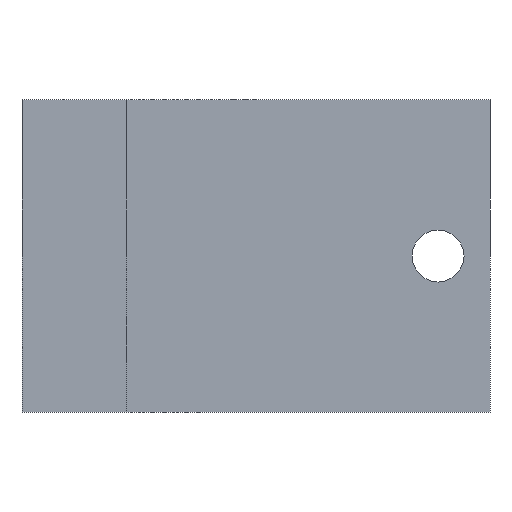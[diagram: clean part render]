
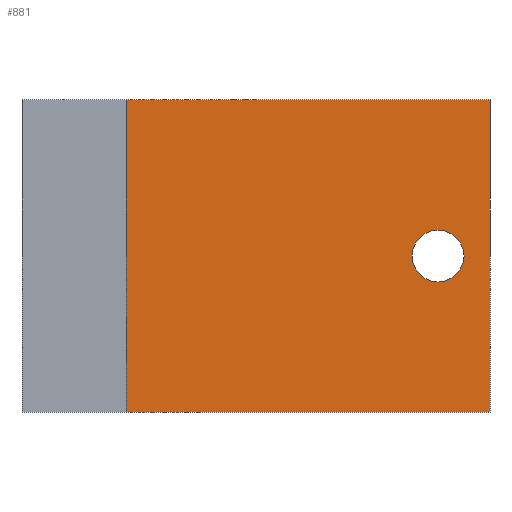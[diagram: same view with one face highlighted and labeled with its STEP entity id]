
A CAD part, left-side view. The second image highlights one B-rep face of the part: STEP entity #881.
In plain terms, the highlighted planar face has unit normal (-1, 0, 0).
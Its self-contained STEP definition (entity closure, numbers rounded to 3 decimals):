
#173=CARTESIAN_POINT('POINT16',(1.74,-47.625,19.05));
#174=VERTEX_POINT('VERTEX16',#173);
#190=CARTESIAN_POINT('POINT18',(1.74,-53.975,19.05));
#191=VERTEX_POINT('VERTEX18',#190);
#198=CARTESIAN_POINT('POS23',(1.74,-50.8,19.05));
#199=DIRECTION('DIR43',(-1.,0.,0.));
#200=DIRECTION('DIR44',(0.,-1.,0.));
#201=AXIS2_PLACEMENT_3D('AXIS21',#198,#199,#200);
#202=CIRCLE('ELLIPSE16',#201,3.175);
#203=EDGE_CURVE('EDGE18',#191,#174,#202,.T.);
#222=CARTESIAN_POINT('POS26',(1.74,-50.8,19.05));
#223=DIRECTION('DIR49',(-1.,0.,0.));
#224=DIRECTION('DIR50',(0.,1.,0.));
#225=AXIS2_PLACEMENT_3D('AXIS24',#222,#223,#224);
#226=CIRCLE('ELLIPSE18',#225,3.175);
#227=EDGE_CURVE('EDGE20',#174,#191,#226,.T.);
#721=CARTESIAN_POINT('POINT42',(1.74,-12.7,38.1));
#722=VERTEX_POINT('VERTEX42',#721);
#729=CARTESIAN_POINT('POINT43',(1.74,-57.15,38.1));
#730=VERTEX_POINT('VERTEX43',#729);
#731=CARTESIAN_POINT('POS87',(1.74,-12.7,38.1));
#732=DIRECTION('DIR152',(0.,-1.,0.));
#733=VECTOR('VEC22',#732,25.4);
#734=LINE('STRAIGHT22',#731,#733);
#735=EDGE_CURVE('EDGE62',#722,#730,#734,.T.);
#822=CARTESIAN_POINT('POINT51',(1.74,-12.7,0.));
#823=VERTEX_POINT('VERTEX51',#822);
#824=CARTESIAN_POINT('POS99',(1.74,-12.7,0.));
#825=DIRECTION('DIR166',(0.,0.,1.));
#826=VECTOR('VEC32',#825,25.4);
#827=LINE('STRAIGHT32',#824,#826);
#828=EDGE_CURVE('EDGE72',#823,#722,#827,.T.);
#854=CARTESIAN_POINT('POINT52',(1.74,-57.15,0.));
#855=VERTEX_POINT('VERTEX52',#854);
#856=CARTESIAN_POINT('POS102',(1.74,-57.15,0.));
#857=DIRECTION('DIR170',(0.,0.,1.));
#858=VECTOR('VEC34',#857,25.4);
#859=LINE('STRAIGHT34',#856,#858);
#860=EDGE_CURVE('EDGE74',#855,#730,#859,.T.);
#861=ORIENTED_EDGE('COEDGE115',*,*,#860,.T.);
#862=ORIENTED_EDGE('COEDGE116',*,*,#735,.F.);
#863=ORIENTED_EDGE('COEDGE117',*,*,#828,.F.);
#864=CARTESIAN_POINT('POS103',(1.74,-12.7,0.));
#865=DIRECTION('DIR171',(0.,-1.,0.));
#866=VECTOR('VEC35',#865,25.4);
#867=LINE('STRAIGHT35',#864,#866);
#868=EDGE_CURVE('EDGE75',#823,#855,#867,.T.);
#869=ORIENTED_EDGE('COEDGE118',*,*,#868,.T.);
#870=EDGE_LOOP('NONE',(#861,#862,#863,#869));
#871=FACE_BOUND('LOOP1',#870,.T.);
#872=ORIENTED_EDGE('COEDGE119',*,*,#227,.F.);
#873=ORIENTED_EDGE('COEDGE120',*,*,#203,.F.);
#874=EDGE_LOOP('NONE',(#872,#873));
#875=FACE_BOUND('LOOP1',#874,.T.);
#876=CARTESIAN_POINT('POS104',(1.74,-12.7,0.));
#877=DIRECTION('DIR172',(-1.,0.,0.));
#878=DIRECTION('DIR173',(0.,1.,0.));
#879=AXIS2_PLACEMENT_3D('AXIS69',#876,#877,#878);
#880=PLANE('PLANE9',#879);
#881=ADVANCED_FACE('FACE29',(#871,#875),#880,.T.);
